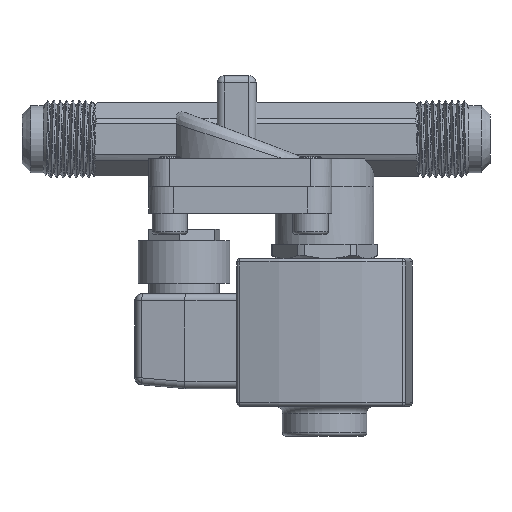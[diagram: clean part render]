
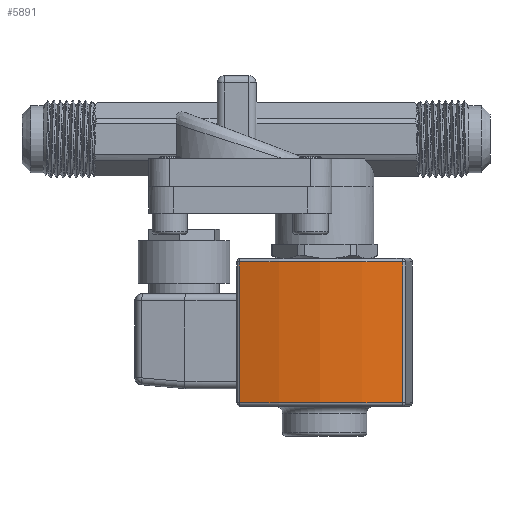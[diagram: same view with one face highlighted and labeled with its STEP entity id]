
A CAD part, front view. The second image highlights one B-rep face of the part: STEP entity #5891.
In plain terms, the highlighted cylindrical face has radius 82 mm (diameter 164 mm), a partial arc.
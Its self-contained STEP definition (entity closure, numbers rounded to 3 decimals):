
#598=FACE_OUTER_BOUND('',#965,.T.);
#965=EDGE_LOOP('',(#4461,#4462,#4463,#4464));
#1376=LINE('',#10310,#1754);
#1377=LINE('',#10314,#1755);
#1754=VECTOR('',#7624,1000.);
#1755=VECTOR('',#7627,1000.);
#2129=CIRCLE('',#6442,82.);
#2130=CIRCLE('',#6443,82.);
#2590=VERTEX_POINT('',#10308);
#2591=VERTEX_POINT('',#10309);
#2592=VERTEX_POINT('',#10311);
#2593=VERTEX_POINT('',#10313);
#3286=EDGE_CURVE('',#2590,#2591,#1376,.T.);
#3287=EDGE_CURVE('',#2591,#2592,#2129,.T.);
#3288=EDGE_CURVE('',#2592,#2593,#1377,.T.);
#3289=EDGE_CURVE('',#2593,#2590,#2130,.T.);
#4461=ORIENTED_EDGE('',*,*,#3286,.T.);
#4462=ORIENTED_EDGE('',*,*,#3287,.T.);
#4463=ORIENTED_EDGE('',*,*,#3288,.T.);
#4464=ORIENTED_EDGE('',*,*,#3289,.T.);
#5683=CYLINDRICAL_SURFACE('',#6441,82.);
#5891=ADVANCED_FACE('',(#598),#5683,.T.);
#6441=AXIS2_PLACEMENT_3D('',#10307,#7622,#7623);
#6442=AXIS2_PLACEMENT_3D('',#10312,#7625,#7626);
#6443=AXIS2_PLACEMENT_3D('',#10315,#7628,#7629);
#7622=DIRECTION('center_axis',(0.,0.,
-1.));
#7623=DIRECTION('ref_axis',(-0.998,0.058,0.));
#7624=DIRECTION('',(0.,0.,1.));
#7625=DIRECTION('center_axis',(0.,0.,
-1.));
#7626=DIRECTION('ref_axis',(-0.998,0.058,0.));
#7627=DIRECTION('',(0.,0.,-1.));
#7628=DIRECTION('center_axis',(0.,0.,
1.));
#7629=DIRECTION('ref_axis',(-0.998,0.058,0.));
#10307=CARTESIAN_POINT('Origin',(19.779,60.781,51.8));
#10308=CARTESIAN_POINT('',(38.43,-19.07,10.8));
#10309=CARTESIAN_POINT('',(38.43,-19.07,50.8));
#10310=CARTESIAN_POINT('',(38.43,-19.07,51.8));
#10311=CARTESIAN_POINT('',(-8.059,-16.35,50.8));
#10312=CARTESIAN_POINT('Origin',(19.779,60.781,50.8));
#10313=CARTESIAN_POINT('',(-8.059,-16.35,10.8));
#10314=CARTESIAN_POINT('',(-8.059,-16.35,51.8));
#10315=CARTESIAN_POINT('Origin',(19.779,60.781,10.8));
